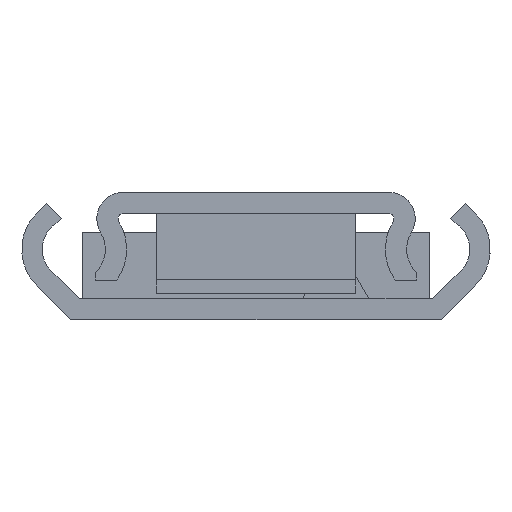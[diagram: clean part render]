
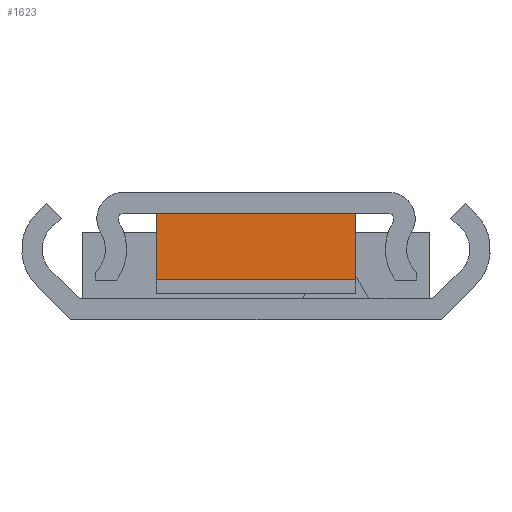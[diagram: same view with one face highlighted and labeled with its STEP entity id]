
A CAD part, left-side view. The second image highlights one B-rep face of the part: STEP entity #1623.
In plain terms, the highlighted planar face has unit normal (-1, 0, 0).
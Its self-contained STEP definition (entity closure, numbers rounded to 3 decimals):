
#95 = DIRECTION ( 'NONE',  ( 0., -1., 0. ) ) ;
#142 = CARTESIAN_POINT ( 'NONE',  ( 110.2, 7.5, 0. ) ) ;
#289 = EDGE_LOOP ( 'NONE', ( #2695, #2697, #2696, #2698 ) ) ;
#737 = VECTOR ( 'NONE', #1965, 1000. ) ;
#743 = VECTOR ( 'NONE', #1947, 1000. ) ;
#744 = VECTOR ( 'NONE', #1963, 1000. ) ;
#766 = CARTESIAN_POINT ( 'NONE',  ( 110.2, 7.5, 5. ) ) ;
#1063 = FACE_OUTER_BOUND ( 'NONE', #289, .T. ) ;
#1103 = LINE ( 'NONE', #1957, #743 ) ;
#1104 = LINE ( 'NONE', #1968, #737 ) ;
#1111 = LINE ( 'NONE', #2031, #744 ) ;
#1156 = LINE ( 'NONE', #142, #2079 ) ;
#1352 = AXIS2_PLACEMENT_3D ( 'NONE', #1838, #1910, #1813 ) ;
#1623 = ADVANCED_FACE ( 'NONE', ( #1063 ), #1931, .F. ) ;
#1668 = EDGE_CURVE ( 'NONE', #3232, #3306, #1103, .T. ) ;
#1669 = EDGE_CURVE ( 'NONE', #3303, #3306, #1104, .T. ) ;
#1676 = EDGE_CURVE ( 'NONE', #3250, #3232, #1111, .T. ) ;
#1731 = EDGE_CURVE ( 'NONE', #3250, #3303, #1156, .T. ) ;
#1813 = DIRECTION ( 'NONE',  ( 0., 0., -1. ) ) ;
#1838 = CARTESIAN_POINT ( 'NONE',  ( 110.2, 7.5, 5. ) ) ;
#1910 = DIRECTION ( 'NONE',  ( 1., 0., 0. ) ) ;
#1931 = PLANE ( 'NONE',  #1352 ) ;
#1947 = DIRECTION ( 'NONE',  ( 0., -1., 0. ) ) ;
#1957 = CARTESIAN_POINT ( 'NONE',  ( 110.2, 7.5, 5. ) ) ;
#1963 = DIRECTION ( 'NONE',  ( 0., 0., 1. ) ) ;
#1965 = DIRECTION ( 'NONE',  ( 0., 0., 1. ) ) ;
#1968 = CARTESIAN_POINT ( 'NONE',  ( 110.2, -7.5, 5. ) ) ;
#2031 = CARTESIAN_POINT ( 'NONE',  ( 110.2, 7.5, 5. ) ) ;
#2079 = VECTOR ( 'NONE', #95, 1000. ) ;
#2516 = CARTESIAN_POINT ( 'NONE',  ( 110.2, 7.5, 0. ) ) ;
#2569 = CARTESIAN_POINT ( 'NONE',  ( 110.2, -7.5, 0. ) ) ;
#2572 = CARTESIAN_POINT ( 'NONE',  ( 110.2, -7.5, 5. ) ) ;
#2695 = ORIENTED_EDGE ( 'NONE', *, *, #1669, .T. ) ;
#2696 = ORIENTED_EDGE ( 'NONE', *, *, #1676, .F. ) ;
#2697 = ORIENTED_EDGE ( 'NONE', *, *, #1668, .F. ) ;
#2698 = ORIENTED_EDGE ( 'NONE', *, *, #1731, .T. ) ;
#3232 = VERTEX_POINT ( 'NONE', #766 ) ;
#3250 = VERTEX_POINT ( 'NONE', #2516 ) ;
#3303 = VERTEX_POINT ( 'NONE', #2569 ) ;
#3306 = VERTEX_POINT ( 'NONE', #2572 ) ;
